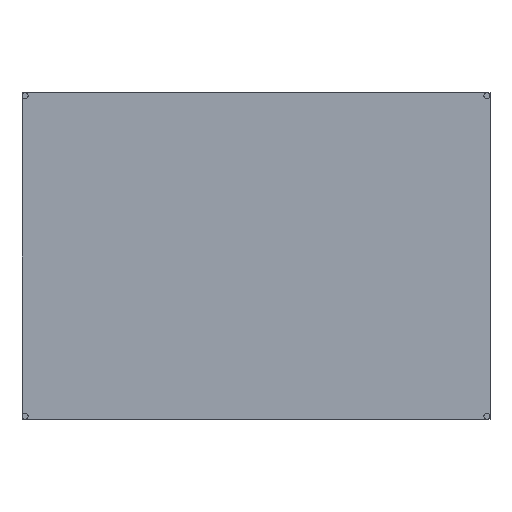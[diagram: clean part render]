
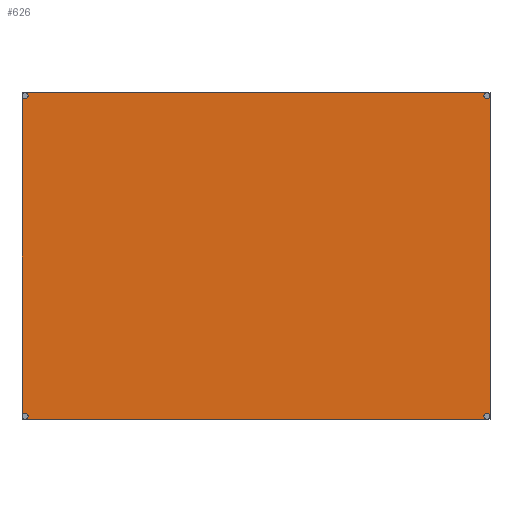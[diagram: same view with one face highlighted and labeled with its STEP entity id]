
A CAD part, front view. The second image highlights one B-rep face of the part: STEP entity #626.
In plain terms, the highlighted planar face has unit normal (0, -1, 0).
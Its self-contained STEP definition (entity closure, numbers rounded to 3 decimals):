
#8 = DIRECTION ( 'NONE',  ( 0., 1., 0. ) ) ;
#14 = VERTEX_POINT ( 'NONE', #1330 ) ;
#51 = ORIENTED_EDGE ( 'NONE', *, *, #609, .F. ) ;
#61 = CIRCLE ( 'NONE', #205, 0.5 ) ;
#79 = ORIENTED_EDGE ( 'NONE', *, *, #789, .F. ) ;
#93 = VERTEX_POINT ( 'NONE', #810 ) ;
#109 = VERTEX_POINT ( 'NONE', #1106 ) ;
#110 = CIRCLE ( 'NONE', #689, 0.5 ) ;
#116 = EDGE_CURVE ( 'NONE', #14, #177, #1154, .T. ) ;
#124 = DIRECTION ( 'NONE',  ( 0., -1., 0. ) ) ;
#148 = EDGE_CURVE ( 'NONE', #1056, #515, #734, .T. ) ;
#157 = AXIS2_PLACEMENT_3D ( 'NONE', #224, #8, #997 ) ;
#166 = DIRECTION ( 'NONE',  ( 0., -1., 0. ) ) ;
#169 = DIRECTION ( 'NONE',  ( 0., -1., 0. ) ) ;
#174 = DIRECTION ( 'NONE',  ( 0., -1., 0. ) ) ;
#177 = VERTEX_POINT ( 'NONE', #1058 ) ;
#185 = DIRECTION ( 'NONE',  ( 0., -1., 0. ) ) ;
#205 = AXIS2_PLACEMENT_3D ( 'NONE', #466, #124, #910 ) ;
#223 = VECTOR ( 'NONE', #1268, 1000. ) ;
#224 = CARTESIAN_POINT ( 'NONE',  ( 0., 0., 0. ) ) ;
#275 = CARTESIAN_POINT ( 'NONE',  ( 38.2, 0., 27. ) ) ;
#288 = VECTOR ( 'NONE', #611, 1000. ) ;
#303 = EDGE_CURVE ( 'NONE', #1122, #574, #110, .T. ) ;
#330 = EDGE_LOOP ( 'NONE', ( #51, #415, #419, #79, #474, #1412, #1278, #422, #819, #930, #782, #1076 ) ) ;
#336 = EDGE_CURVE ( 'NONE', #109, #1122, #1045, .T. ) ;
#339 = AXIS2_PLACEMENT_3D ( 'NONE', #1249, #169, #481 ) ;
#344 = EDGE_CURVE ( 'NONE', #1026, #370, #1258, .T. ) ;
#366 = PLANE ( 'NONE',  #157 ) ;
#370 = VERTEX_POINT ( 'NONE', #275 ) ;
#373 = CARTESIAN_POINT ( 'NONE',  ( -38.7, 0., 26.5 ) ) ;
#381 = DIRECTION ( 'NONE',  ( 0., 0., -1. ) ) ;
#382 = EDGE_CURVE ( 'NONE', #93, #14, #1116, .T. ) ;
#388 = CARTESIAN_POINT ( 'NONE',  ( -38.7, 0., -27. ) ) ;
#391 = EDGE_CURVE ( 'NONE', #515, #1178, #1147, .T. ) ;
#393 = CIRCLE ( 'NONE', #916, 0.5 ) ;
#410 = VECTOR ( 'NONE', #1356, 1000. ) ;
#415 = ORIENTED_EDGE ( 'NONE', *, *, #116, .F. ) ;
#419 = ORIENTED_EDGE ( 'NONE', *, *, #382, .F. ) ;
#422 = ORIENTED_EDGE ( 'NONE', *, *, #336, .F. ) ;
#452 = AXIS2_PLACEMENT_3D ( 'NONE', #1164, #185, #1054 ) ;
#453 = AXIS2_PLACEMENT_3D ( 'NONE', #1168, #174, #508 ) ;
#454 = CARTESIAN_POINT ( 'NONE',  ( 38.2, 0., -26. ) ) ;
#455 = AXIS2_PLACEMENT_3D ( 'NONE', #1030, #1252, #603 ) ;
#466 = CARTESIAN_POINT ( 'NONE',  ( 38.2, 0., -26.5 ) ) ;
#474 = ORIENTED_EDGE ( 'NONE', *, *, #344, .F. ) ;
#481 = DIRECTION ( 'NONE',  ( 0., 0., -1. ) ) ;
#496 = DIRECTION ( 'NONE',  ( 0., 0., -1. ) ) ;
#508 = DIRECTION ( 'NONE',  ( 0., 0., -1. ) ) ;
#515 = VERTEX_POINT ( 'NONE', #972 ) ;
#570 = FACE_OUTER_BOUND ( 'NONE', #330, .T. ) ;
#574 = VERTEX_POINT ( 'NONE', #1406 ) ;
#596 = CIRCLE ( 'NONE', #1339, 0.5 ) ;
#603 = DIRECTION ( 'NONE',  ( 0., 0., -1. ) ) ;
#608 = DIRECTION ( 'NONE',  ( 0., 0., -1. ) ) ;
#609 = EDGE_CURVE ( 'NONE', #177, #1056, #61, .T. ) ;
#611 = DIRECTION ( 'NONE',  ( 0., 0., -1. ) ) ;
#617 = VECTOR ( 'NONE', #846, 1000. ) ;
#626 = ADVANCED_FACE ( 'NONE', ( #570 ), #366, .F. ) ;
#689 = AXIS2_PLACEMENT_3D ( 'NONE', #1141, #1379, #381 ) ;
#734 = CIRCLE ( 'NONE', #453, 0.5 ) ;
#735 = CARTESIAN_POINT ( 'NONE',  ( -38.7, 0., -27. ) ) ;
#777 = CARTESIAN_POINT ( 'NONE',  ( -38.2, 0., 27. ) ) ;
#782 = ORIENTED_EDGE ( 'NONE', *, *, #391, .F. ) ;
#789 = EDGE_CURVE ( 'NONE', #370, #93, #393, .T. ) ;
#810 = CARTESIAN_POINT ( 'NONE',  ( 38.2, 0., 26. ) ) ;
#817 = CARTESIAN_POINT ( 'NONE',  ( 38.2, 0., 26.5 ) ) ;
#819 = ORIENTED_EDGE ( 'NONE', *, *, #836, .F. ) ;
#836 = EDGE_CURVE ( 'NONE', #1048, #109, #596, .T. ) ;
#841 = CARTESIAN_POINT ( 'NONE',  ( 38.7, 0., -27. ) ) ;
#846 = DIRECTION ( 'NONE',  ( 0., 0., 1. ) ) ;
#909 = CARTESIAN_POINT ( 'NONE',  ( -38.2, 0., -26. ) ) ;
#910 = DIRECTION ( 'NONE',  ( 0., 0., -1. ) ) ;
#916 = AXIS2_PLACEMENT_3D ( 'NONE', #817, #166, #608 ) ;
#926 = CARTESIAN_POINT ( 'NONE',  ( -38.2, 0., -27. ) ) ;
#930 = ORIENTED_EDGE ( 'NONE', *, *, #1358, .F. ) ;
#972 = CARTESIAN_POINT ( 'NONE',  ( 38.2, 0., -27. ) ) ;
#997 = DIRECTION ( 'NONE',  ( 0., 0., 1. ) ) ;
#1025 = CARTESIAN_POINT ( 'NONE',  ( -38.7, 0., 27. ) ) ;
#1026 = VERTEX_POINT ( 'NONE', #777 ) ;
#1030 = CARTESIAN_POINT ( 'NONE',  ( 38.2, 0., 26.5 ) ) ;
#1035 = CARTESIAN_POINT ( 'NONE',  ( -38.2, 0., -26.5 ) ) ;
#1043 = DIRECTION ( 'NONE',  ( 0., -1., 0. ) ) ;
#1045 = LINE ( 'NONE', #388, #617 ) ;
#1048 = VERTEX_POINT ( 'NONE', #909 ) ;
#1054 = DIRECTION ( 'NONE',  ( 0., 0., -1. ) ) ;
#1056 = VERTEX_POINT ( 'NONE', #454 ) ;
#1058 = CARTESIAN_POINT ( 'NONE',  ( 38.7, 0., -26.5 ) ) ;
#1076 = ORIENTED_EDGE ( 'NONE', *, *, #148, .F. ) ;
#1106 = CARTESIAN_POINT ( 'NONE',  ( -38.7, 0., -26.5 ) ) ;
#1114 = CIRCLE ( 'NONE', #452, 0.5 ) ;
#1116 = CIRCLE ( 'NONE', #455, 0.5 ) ;
#1122 = VERTEX_POINT ( 'NONE', #373 ) ;
#1141 = CARTESIAN_POINT ( 'NONE',  ( -38.2, 0., 26.5 ) ) ;
#1147 = LINE ( 'NONE', #735, #410 ) ;
#1154 = LINE ( 'NONE', #841, #288 ) ;
#1164 = CARTESIAN_POINT ( 'NONE',  ( -38.2, 0., -26.5 ) ) ;
#1168 = CARTESIAN_POINT ( 'NONE',  ( 38.2, 0., -26.5 ) ) ;
#1178 = VERTEX_POINT ( 'NONE', #926 ) ;
#1184 = EDGE_CURVE ( 'NONE', #574, #1026, #1199, .T. ) ;
#1199 = CIRCLE ( 'NONE', #339, 0.5 ) ;
#1249 = CARTESIAN_POINT ( 'NONE',  ( -38.2, 0., 26.5 ) ) ;
#1252 = DIRECTION ( 'NONE',  ( 0., -1., 0. ) ) ;
#1258 = LINE ( 'NONE', #1025, #223 ) ;
#1268 = DIRECTION ( 'NONE',  ( 1., 0., 0. ) ) ;
#1278 = ORIENTED_EDGE ( 'NONE', *, *, #303, .F. ) ;
#1330 = CARTESIAN_POINT ( 'NONE',  ( 38.7, 0., 26.5 ) ) ;
#1339 = AXIS2_PLACEMENT_3D ( 'NONE', #1035, #1043, #496 ) ;
#1356 = DIRECTION ( 'NONE',  ( -1., 0., 0. ) ) ;
#1358 = EDGE_CURVE ( 'NONE', #1178, #1048, #1114, .T. ) ;
#1379 = DIRECTION ( 'NONE',  ( 0., -1., 0. ) ) ;
#1406 = CARTESIAN_POINT ( 'NONE',  ( -38.2, 0., 26. ) ) ;
#1412 = ORIENTED_EDGE ( 'NONE', *, *, #1184, .F. ) ;
